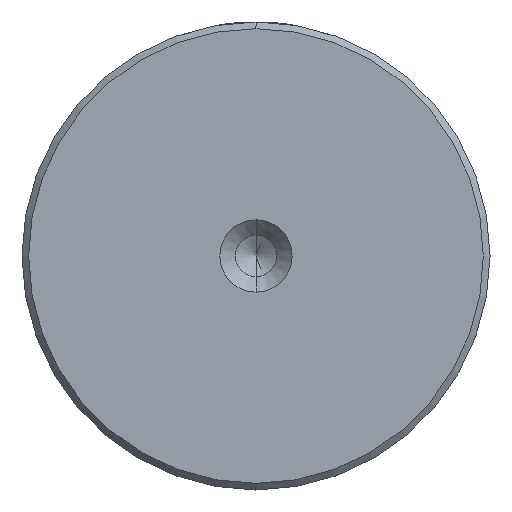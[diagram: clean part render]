
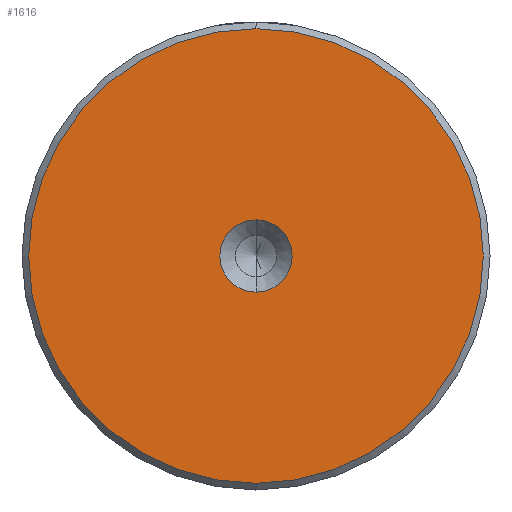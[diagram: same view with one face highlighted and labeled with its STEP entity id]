
A CAD part, left-side view. The second image highlights one B-rep face of the part: STEP entity #1616.
In plain terms, the highlighted planar face has unit normal (-1, 0, 0).
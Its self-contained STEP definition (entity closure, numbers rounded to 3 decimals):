
#62 = EDGE_CURVE ( 'NONE', #1998, #1492, #332, .T. ) ;
#64 = ORIENTED_EDGE ( 'NONE', *, *, #62, .T. ) ;
#332 = CIRCLE ( 'NONE', #596, 17. ) ;
#334 = DIRECTION ( 'NONE',  ( -1., 0., 0. ) ) ;
#361 = ORIENTED_EDGE ( 'NONE', *, *, #2324, .F. ) ;
#421 = CIRCLE ( 'NONE', #973, 2.7 ) ;
#436 = EDGE_LOOP ( 'NONE', ( #1347, #361 ) ) ;
#480 = CARTESIAN_POINT ( 'NONE',  ( 0., 0., 2.7 ) ) ;
#499 = AXIS2_PLACEMENT_3D ( 'NONE', #958, #2251, #1129 ) ;
#504 = CIRCLE ( 'NONE', #499, 2.7 ) ;
#596 = AXIS2_PLACEMENT_3D ( 'NONE', #2285, #2331, #2349 ) ;
#768 = EDGE_CURVE ( 'NONE', #1492, #1998, #1537, .T. ) ;
#818 = DIRECTION ( 'NONE',  ( -1., 0., 0. ) ) ;
#847 = EDGE_LOOP ( 'NONE', ( #64, #1959 ) ) ;
#958 = CARTESIAN_POINT ( 'NONE',  ( 0., 0., 0. ) ) ;
#973 = AXIS2_PLACEMENT_3D ( 'NONE', #1444, #334, #1635 ) ;
#1056 = CARTESIAN_POINT ( 'NONE',  ( 0., 0., -2.7 ) ) ;
#1129 = DIRECTION ( 'NONE',  ( 0., 0., 1. ) ) ;
#1149 = DIRECTION ( 'NONE',  ( -1., 0., 0. ) ) ;
#1233 = FACE_BOUND ( 'NONE', #436, .T. ) ;
#1287 = VERTEX_POINT ( 'NONE', #1056 ) ;
#1332 = EDGE_CURVE ( 'NONE', #2075, #1287, #421, .T. ) ;
#1347 = ORIENTED_EDGE ( 'NONE', *, *, #1332, .F. ) ;
#1444 = CARTESIAN_POINT ( 'NONE',  ( 0., 0., 0. ) ) ;
#1455 = AXIS2_PLACEMENT_3D ( 'NONE', #2267, #1149, #1900 ) ;
#1492 = VERTEX_POINT ( 'NONE', #1893 ) ;
#1537 = CIRCLE ( 'NONE', #1455, 17. ) ;
#1616 = ADVANCED_FACE ( 'NONE', ( #1908, #1233 ), #1936, .T. ) ;
#1635 = DIRECTION ( 'NONE',  ( 0., 0., 1. ) ) ;
#1893 = CARTESIAN_POINT ( 'NONE',  ( 0., 0., 17. ) ) ;
#1900 = DIRECTION ( 'NONE',  ( 0., 0., 1. ) ) ;
#1908 = FACE_OUTER_BOUND ( 'NONE', #847, .T. ) ;
#1915 = CARTESIAN_POINT ( 'NONE',  ( 0., 0., 0. ) ) ;
#1936 = PLANE ( 'NONE',  #2049 ) ;
#1959 = ORIENTED_EDGE ( 'NONE', *, *, #768, .T. ) ;
#1998 = VERTEX_POINT ( 'NONE', #2327 ) ;
#2049 = AXIS2_PLACEMENT_3D ( 'NONE', #1915, #818, #2117 ) ;
#2075 = VERTEX_POINT ( 'NONE', #480 ) ;
#2117 = DIRECTION ( 'NONE',  ( 0., 0., 1. ) ) ;
#2251 = DIRECTION ( 'NONE',  ( -1., 0., 0. ) ) ;
#2267 = CARTESIAN_POINT ( 'NONE',  ( 0., 0., 0. ) ) ;
#2285 = CARTESIAN_POINT ( 'NONE',  ( 0., 0., 0. ) ) ;
#2324 = EDGE_CURVE ( 'NONE', #1287, #2075, #504, .T. ) ;
#2327 = CARTESIAN_POINT ( 'NONE',  ( 0., 0., -17. ) ) ;
#2331 = DIRECTION ( 'NONE',  ( -1., 0., 0. ) ) ;
#2349 = DIRECTION ( 'NONE',  ( 0., 0., 1. ) ) ;
